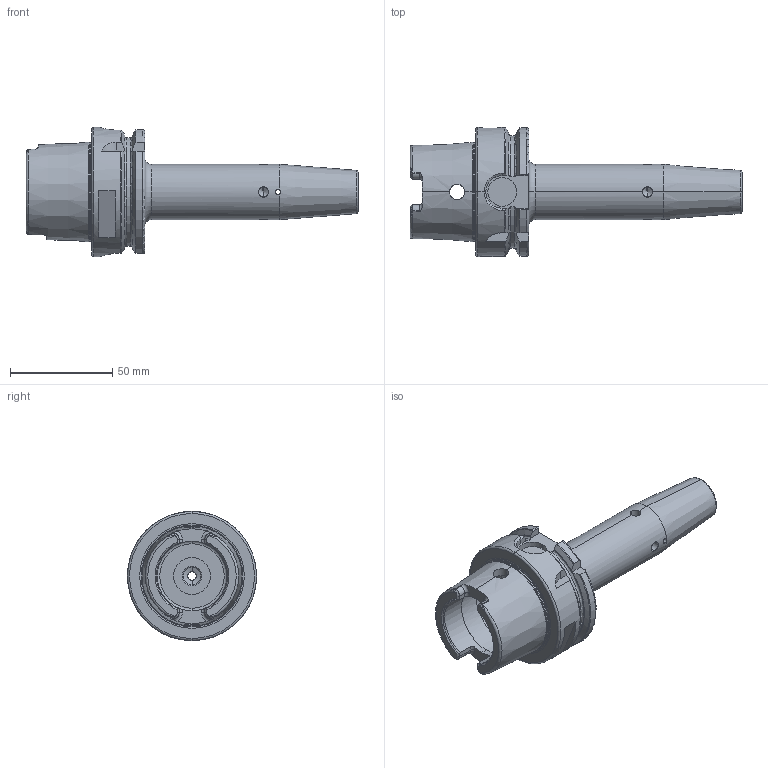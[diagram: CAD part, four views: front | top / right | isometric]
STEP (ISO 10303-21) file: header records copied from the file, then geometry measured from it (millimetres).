
FILE_DESCRIPTION (( 'STEP AP203' ), '1' );
FILE_NAME ('HA63A260A06130HP1.STEP', '2020-09-14T08:27:07', ( 'user' ), ( '' ), 'SwSTEP 2.0', 'SolidWorks 2013', '' );
FILE_SCHEMA (( 'CONFIG_CONTROL_DESIGN' ));
Length unit declared in the file: millimetre
Products named in the file (1): HA63A260A06130HP1
Bounding box: 162 x 63 x 63 mm (x, y, z)
Volume: 130729 mm3; surface area: 33819.2 mm2
Topology: 1 solids, 1 shells, 231 faces, 607 edges, 370 vertices
Faces by surface type: cylinder 70, plane 66, cone 44, torus 39, bspline 12
Entity records: 8874 total; most frequent: CARTESIAN_POINT 3416, ORIENTED_EDGE 1198, DIRECTION 1047, EDGE_CURVE 599, AXIS2_PLACEMENT_3D 419, VERTEX_POINT 370, EDGE_LOOP 245, ADVANCED_FACE 231
